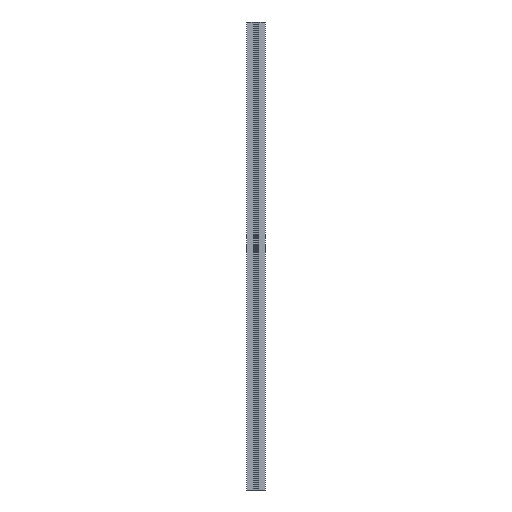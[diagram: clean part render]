
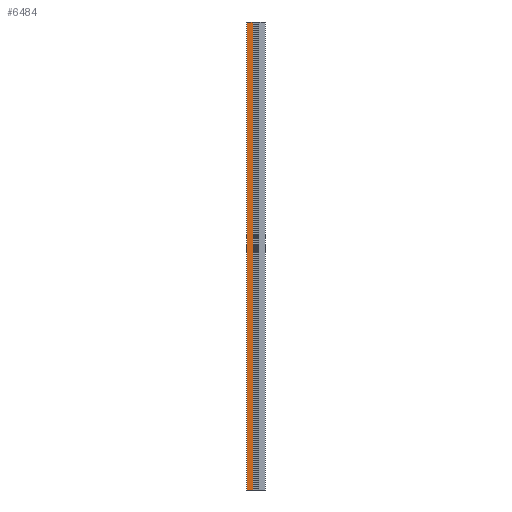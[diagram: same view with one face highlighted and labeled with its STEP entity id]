
A CAD part, front view. The second image highlights one B-rep face of the part: STEP entity #6484.
In plain terms, the highlighted planar face has unit normal (0, -1, 0).
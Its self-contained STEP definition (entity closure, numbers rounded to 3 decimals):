
#616=DIRECTION('',(1.,0.,0.));
#617=VECTOR('',#616,13.75);
#618=CARTESIAN_POINT('',(-20.,-20.,0.));
#619=LINE('',#618,#617);
#1845=DIRECTION('',(1.,0.,0.));
#1846=VECTOR('',#1845,13.75);
#1847=CARTESIAN_POINT('',(-20.,-20.,1000.));
#1848=LINE('',#1847,#1846);
#3011=DIRECTION('',(0.,0.,1.));
#3012=VECTOR('',#3011,1000.);
#3013=CARTESIAN_POINT('',(-6.25,-20.,0.));
#3014=LINE('',#3013,#3012);
#3018=DIRECTION('',(0.,0.,1.));
#3019=VECTOR('',#3018,1000.);
#3020=CARTESIAN_POINT('',(-20.,-20.,0.));
#3021=LINE('',#3020,#3019);
#4438=CARTESIAN_POINT('',(-20.,-20.,0.));
#4439=CARTESIAN_POINT('',(-20.,-20.,1000.));
#4440=VERTEX_POINT('',#4438);
#4441=VERTEX_POINT('',#4439);
#4978=CARTESIAN_POINT('',(-6.25,-20.,1000.));
#4980=VERTEX_POINT('',#4978);
#4984=CARTESIAN_POINT('',(-6.25,-20.,0.));
#4985=VERTEX_POINT('',#4984);
#6471=CARTESIAN_POINT('',(-20.,-20.,0.));
#6472=DIRECTION('',(0.,-1.,0.));
#6473=DIRECTION('',(1.,0.,0.));
#6474=AXIS2_PLACEMENT_3D('',#6471,#6472,#6473);
#6475=PLANE('',#6474);
#6477=ORIENTED_EDGE('',*,*,#6476,.F.);
#6478=ORIENTED_EDGE('',*,*,#5265,.F.);
#6480=ORIENTED_EDGE('',*,*,#6479,.T.);
#6481=ORIENTED_EDGE('',*,*,#5770,.T.);
#6482=EDGE_LOOP('',(#6477,#6478,#6480,#6481));
#6483=FACE_OUTER_BOUND('',#6482,.F.);
#5265=EDGE_CURVE('',#4440,#4985,#619,.T.);
#5770=EDGE_CURVE('',#4441,#4980,#1848,.T.);
#6476=EDGE_CURVE('',#4985,#4980,#3014,.T.);
#6479=EDGE_CURVE('',#4440,#4441,#3021,.T.);
#6484=ADVANCED_FACE('',(#6483),#6475,.T.);
